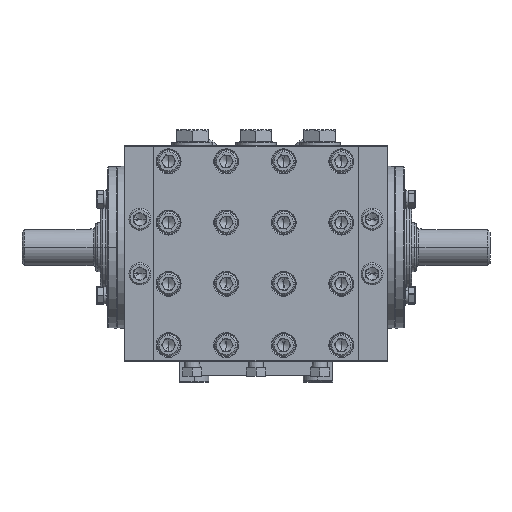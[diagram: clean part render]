
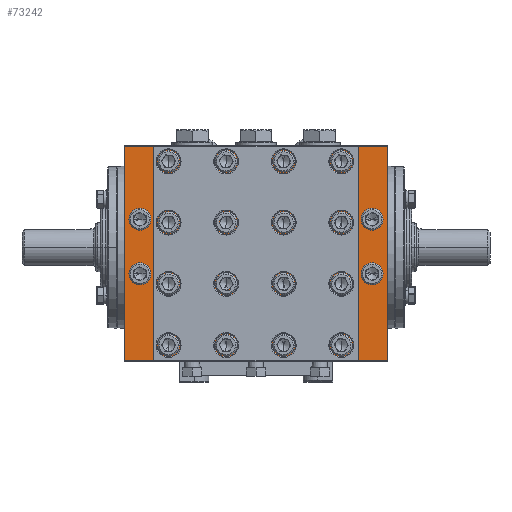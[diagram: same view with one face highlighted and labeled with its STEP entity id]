
A CAD part, top view. The second image highlights one B-rep face of the part: STEP entity #73242.
In plain terms, the highlighted planar face has unit normal (0, 0, 1).
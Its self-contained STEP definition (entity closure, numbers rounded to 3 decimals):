
#1750 = AXIS2_PLACEMENT_3D ( 'NONE', #55396, #13684, #63020 ) ;
#3087 = CARTESIAN_POINT ( 'NONE',  ( -3.931, 1.312, 12.281 ) ) ;
#3191 = FACE_BOUND ( 'NONE', #61013, .T. ) ;
#4164 = DIRECTION ( 'NONE',  ( 0., 0., 1. ) ) ;
#5261 = CARTESIAN_POINT ( 'NONE',  ( 4.039, -3.238, 12.281 ) ) ;
#6584 = VERTEX_POINT ( 'NONE', #52316 ) ;
#7003 = LINE ( 'NONE', #87838, #72541 ) ;
#7513 = AXIS2_PLACEMENT_3D ( 'NONE', #81847, #14494, #49026 ) ;
#12484 = FACE_BOUND ( 'NONE', #46869, .T. ) ;
#13132 = ORIENTED_EDGE ( 'NONE', *, *, #51550, .F. ) ;
#13684 = DIRECTION ( 'NONE',  ( 0., 0., 1. ) ) ;
#14494 = DIRECTION ( 'NONE',  ( 0., 0., 1. ) ) ;
#15128 = ORIENTED_EDGE ( 'NONE', *, *, #42960, .F. ) ;
#17343 = VERTEX_POINT ( 'NONE', #58475 ) ;
#17457 = CIRCLE ( 'NONE', #27476, 0.266 ) ;
#18541 = AXIS2_PLACEMENT_3D ( 'NONE', #50297, #58363, #85760 ) ;
#18596 = CARTESIAN_POINT ( 'NONE',  ( -4.197, -0.438, 12.281 ) ) ;
#21438 = CIRCLE ( 'NONE', #18541, 0.266 ) ;
#21842 = VERTEX_POINT ( 'NONE', #56013 ) ;
#21951 = CARTESIAN_POINT ( 'NONE',  ( -4.197, 1.312, 12.281 ) ) ;
#21999 = DIRECTION ( 'NONE',  ( -1., 0., 0. ) ) ;
#22301 = CARTESIAN_POINT ( 'NONE',  ( -3.931, -0.438, 12.281 ) ) ;
#23477 = CIRCLE ( 'NONE', #70767, 0.266 ) ;
#23925 = EDGE_CURVE ( 'NONE', #21842, #6584, #59147, .T. ) ;
#25823 = VERTEX_POINT ( 'NONE', #21951 ) ;
#26337 = DIRECTION ( 'NONE',  ( 0., -1., 0. ) ) ;
#26735 = VERTEX_POINT ( 'NONE', #52171 ) ;
#27476 = AXIS2_PLACEMENT_3D ( 'NONE', #22301, #28138, #60158 ) ;
#27860 = AXIS2_PLACEMENT_3D ( 'NONE', #65682, #4164, #31567 ) ;
#28138 = DIRECTION ( 'NONE',  ( 0., 0., 1. ) ) ;
#28822 = ORIENTED_EDGE ( 'NONE', *, *, #47058, .F. ) ;
#29563 = CARTESIAN_POINT ( 'NONE',  ( 3.795, 1.312, 12.281 ) ) ;
#30410 = CIRCLE ( 'NONE', #1750, 0.266 ) ;
#31195 = ORIENTED_EDGE ( 'NONE', *, *, #49535, .F. ) ;
#31567 = DIRECTION ( 'NONE',  ( 1., 0., 0. ) ) ;
#31924 = EDGE_CURVE ( 'NONE', #79158, #68220, #83815, .T. ) ;
#32040 = DIRECTION ( 'NONE',  ( 1., 0., 0. ) ) ;
#34329 = AXIS2_PLACEMENT_3D ( 'NONE', #3087, #72240, #85694 ) ;
#35714 = LINE ( 'NONE', #63091, #52892 ) ;
#38078 = DIRECTION ( 'NONE',  ( 1., 0., 0. ) ) ;
#38976 = DIRECTION ( 'NONE',  ( 0., 0., 1. ) ) ;
#39571 = EDGE_CURVE ( 'NONE', #39710, #25823, #73053, .T. ) ;
#39664 = DIRECTION ( 'NONE',  ( 0., 0., 1. ) ) ;
#39710 = VERTEX_POINT ( 'NONE', #59959 ) ;
#40638 = VERTEX_POINT ( 'NONE', #85249 ) ;
#41299 = ORIENTED_EDGE ( 'NONE', *, *, #67075, .F. ) ;
#42960 = EDGE_CURVE ( 'NONE', #40638, #43886, #67709, .T. ) ;
#43715 = ORIENTED_EDGE ( 'NONE', *, *, #61243, .T. ) ;
#43886 = VERTEX_POINT ( 'NONE', #29563 ) ;
#45756 = CARTESIAN_POINT ( 'NONE',  ( 3.795, -0.438, 12.281 ) ) ;
#46869 = EDGE_LOOP ( 'NONE', ( #31195, #13132 ) ) ;
#47058 = EDGE_CURVE ( 'NONE', #25823, #39710, #21438, .T. ) ;
#48914 = LINE ( 'NONE', #56532, #80652 ) ;
#49026 = DIRECTION ( 'NONE',  ( 1., 0., 0. ) ) ;
#49535 = EDGE_CURVE ( 'NONE', #70569, #52899, #17457, .T. ) ;
#49659 = ORIENTED_EDGE ( 'NONE', *, *, #50900, .T. ) ;
#50297 = CARTESIAN_POINT ( 'NONE',  ( -3.931, 1.312, 12.281 ) ) ;
#50900 = EDGE_CURVE ( 'NONE', #17343, #26735, #48914, .T. ) ;
#51550 = EDGE_CURVE ( 'NONE', #52899, #70569, #23477, .T. ) ;
#52171 = CARTESIAN_POINT ( 'NONE',  ( -4.416, 3.647, 12.281 ) ) ;
#52316 = CARTESIAN_POINT ( 'NONE',  ( 4.014, -3.238, 12.281 ) ) ;
#52892 = VECTOR ( 'NONE', #70295, 39.37 ) ;
#52899 = VERTEX_POINT ( 'NONE', #18596 ) ;
#53319 = PLANE ( 'NONE',  #65377 ) ;
#53351 = ORIENTED_EDGE ( 'NONE', *, *, #39571, .F. ) ;
#55396 = CARTESIAN_POINT ( 'NONE',  ( 3.529, -0.438, 12.281 ) ) ;
#55926 = EDGE_LOOP ( 'NONE', ( #71591, #41299 ) ) ;
#56013 = CARTESIAN_POINT ( 'NONE',  ( -4.416, -3.238, 12.281 ) ) ;
#56532 = CARTESIAN_POINT ( 'NONE',  ( -4.441, 3.647, 12.281 ) ) ;
#57046 = EDGE_CURVE ( 'NONE', #26735, #21842, #7003, .T. ) ;
#57757 = DIRECTION ( 'NONE',  ( 0., 0., 1. ) ) ;
#58363 = DIRECTION ( 'NONE',  ( 0., 0., 1. ) ) ;
#58475 = CARTESIAN_POINT ( 'NONE',  ( 4.014, 3.647, 12.281 ) ) ;
#59147 = LINE ( 'NONE', #5261, #74930 ) ;
#59601 = FACE_BOUND ( 'NONE', #55926, .T. ) ;
#59959 = CARTESIAN_POINT ( 'NONE',  ( -3.665, 1.312, 12.281 ) ) ;
#60158 = DIRECTION ( 'NONE',  ( 1., 0., 0. ) ) ;
#60507 = CARTESIAN_POINT ( 'NONE',  ( -4.441, -3.263, 12.281 ) ) ;
#61013 = EDGE_LOOP ( 'NONE', ( #71502, #15128 ) ) ;
#61243 = EDGE_CURVE ( 'NONE', #6584, #17343, #35714, .T. ) ;
#63020 = DIRECTION ( 'NONE',  ( 1., 0., 0. ) ) ;
#63091 = CARTESIAN_POINT ( 'NONE',  ( 4.014, 3.672, 12.281 ) ) ;
#63543 = ORIENTED_EDGE ( 'NONE', *, *, #57046, .T. ) ;
#64260 = FACE_OUTER_BOUND ( 'NONE', #77680, .T. ) ;
#64718 = EDGE_CURVE ( 'NONE', #43886, #40638, #67655, .T. ) ;
#65377 = AXIS2_PLACEMENT_3D ( 'NONE', #60507, #38976, #80297 ) ;
#65682 = CARTESIAN_POINT ( 'NONE',  ( 3.529, -0.438, 12.281 ) ) ;
#66370 = FACE_BOUND ( 'NONE', #78988, .T. ) ;
#67056 = CARTESIAN_POINT ( 'NONE',  ( 3.529, 1.312, 12.281 ) ) ;
#67075 = EDGE_CURVE ( 'NONE', #68220, #79158, #30410, .T. ) ;
#67655 = CIRCLE ( 'NONE', #74844, 0.266 ) ;
#67709 = CIRCLE ( 'NONE', #7513, 0.266 ) ;
#68220 = VERTEX_POINT ( 'NONE', #81664 ) ;
#70295 = DIRECTION ( 'NONE',  ( 0., 1., 0. ) ) ;
#70569 = VERTEX_POINT ( 'NONE', #75874 ) ;
#70767 = AXIS2_PLACEMENT_3D ( 'NONE', #86026, #57757, #84707 ) ;
#71293 = ORIENTED_EDGE ( 'NONE', *, *, #23925, .T. ) ;
#71502 = ORIENTED_EDGE ( 'NONE', *, *, #64718, .F. ) ;
#71591 = ORIENTED_EDGE ( 'NONE', *, *, #31924, .F. ) ;
#72240 = DIRECTION ( 'NONE',  ( 0., 0., 1. ) ) ;
#72541 = VECTOR ( 'NONE', #26337, 39.37 ) ;
#73053 = CIRCLE ( 'NONE', #34329, 0.266 ) ;
#73242 = ADVANCED_FACE ( 'NONE', ( #64260, #66370, #3191, #59601, #12484 ), #53319, .T. ) ;
#74844 = AXIS2_PLACEMENT_3D ( 'NONE', #67056, #39664, #32040 ) ;
#74930 = VECTOR ( 'NONE', #38078, 39.37 ) ;
#75874 = CARTESIAN_POINT ( 'NONE',  ( -3.665, -0.438, 12.281 ) ) ;
#77680 = EDGE_LOOP ( 'NONE', ( #71293, #43715, #49659, #63543 ) ) ;
#78988 = EDGE_LOOP ( 'NONE', ( #53351, #28822 ) ) ;
#79158 = VERTEX_POINT ( 'NONE', #45756 ) ;
#80297 = DIRECTION ( 'NONE',  ( 1., 0., 0. ) ) ;
#80652 = VECTOR ( 'NONE', #21999, 39.37 ) ;
#81664 = CARTESIAN_POINT ( 'NONE',  ( 3.263, -0.438, 12.281 ) ) ;
#81847 = CARTESIAN_POINT ( 'NONE',  ( 3.529, 1.312, 12.281 ) ) ;
#83815 = CIRCLE ( 'NONE', #27860, 0.266 ) ;
#84707 = DIRECTION ( 'NONE',  ( 1., 0., 0. ) ) ;
#85249 = CARTESIAN_POINT ( 'NONE',  ( 3.263, 1.312, 12.281 ) ) ;
#85694 = DIRECTION ( 'NONE',  ( 1., 0., 0. ) ) ;
#85760 = DIRECTION ( 'NONE',  ( 1., 0., 0. ) ) ;
#86026 = CARTESIAN_POINT ( 'NONE',  ( -3.931, -0.438, 12.281 ) ) ;
#87838 = CARTESIAN_POINT ( 'NONE',  ( -4.416, -3.263, 12.281 ) ) ;
